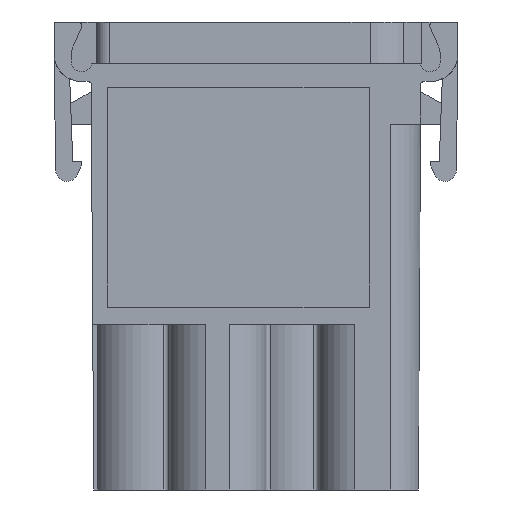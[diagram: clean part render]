
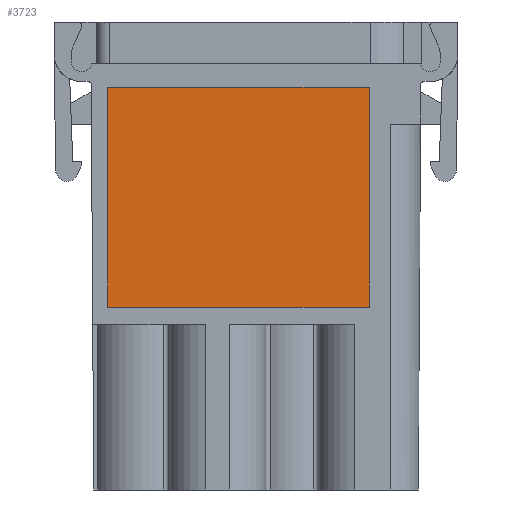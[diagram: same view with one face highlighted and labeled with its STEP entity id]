
A CAD part, left-side view. The second image highlights one B-rep face of the part: STEP entity #3723.
In plain terms, the highlighted planar face has unit normal (-1, 0, 0).
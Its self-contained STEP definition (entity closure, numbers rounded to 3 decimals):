
#3687=AXIS2_PLACEMENT_3D('Plane Axis2P3D',#3684,#3685,#3686) ;
#3684=CARTESIAN_POINT('Axis2P3D Location',(0.08,0.,0.)) ;
#3689=CARTESIAN_POINT('Line Origine',(0.08,18.481,33.9)) ;
#3693=CARTESIAN_POINT('Vertex',(0.08,7.481,33.9)) ;
#3695=CARTESIAN_POINT('Vertex',(0.08,29.481,33.9)) ;
#3698=CARTESIAN_POINT('Line Origine',(0.08,29.481,24.65)) ;
#3702=CARTESIAN_POINT('Vertex',(0.08,29.481,15.4)) ;
#3705=CARTESIAN_POINT('Line Origine',(0.08,18.481,15.4)) ;
#3709=CARTESIAN_POINT('Vertex',(0.08,7.481,15.4)) ;
#3712=CARTESIAN_POINT('Line Origine',(0.08,7.481,24.65)) ;
#3685=DIRECTION('Axis2P3D Direction',(-1.,0.,0.)) ;
#3686=DIRECTION('Axis2P3D XDirection',(0.,1.,0.)) ;
#3690=DIRECTION('Vector Direction',(0.,-1.,0.)) ;
#3699=DIRECTION('Vector Direction',(0.,0.,1.)) ;
#3706=DIRECTION('Vector Direction',(0.,1.,0.)) ;
#3713=DIRECTION('Vector Direction',(0.,0.,-1.)) ;
#3691=VECTOR('Line Direction',#3690,1.) ;
#3700=VECTOR('Line Direction',#3699,1.) ;
#3707=VECTOR('Line Direction',#3706,1.) ;
#3714=VECTOR('Line Direction',#3713,1.) ;
#3718=ORIENTED_EDGE('',*,*,#3697,.T.) ;
#3719=ORIENTED_EDGE('',*,*,#3704,.T.) ;
#3720=ORIENTED_EDGE('',*,*,#3711,.T.) ;
#3721=ORIENTED_EDGE('',*,*,#3716,.T.) ;
#3723=ADVANCED_FACE('Hauptkoerper',(#3722),#3688,.T.) ;
#3697=EDGE_CURVE('',#3694,#3696,#3692,.F.) ;
#3704=EDGE_CURVE('',#3696,#3703,#3701,.F.) ;
#3711=EDGE_CURVE('',#3703,#3710,#3708,.F.) ;
#3716=EDGE_CURVE('',#3710,#3694,#3715,.F.) ;
#3717=EDGE_LOOP('',(#3718,#3719,#3720,#3721)) ;
#3722=FACE_OUTER_BOUND('',#3717,.T.) ;
#3692=LINE('Line',#3689,#3691) ;
#3701=LINE('Line',#3698,#3700) ;
#3708=LINE('Line',#3705,#3707) ;
#3715=LINE('Line',#3712,#3714) ;
#3688=PLANE('',#3687) ;
#3694=VERTEX_POINT('',#3693) ;
#3696=VERTEX_POINT('',#3695) ;
#3703=VERTEX_POINT('',#3702) ;
#3710=VERTEX_POINT('',#3709) ;
